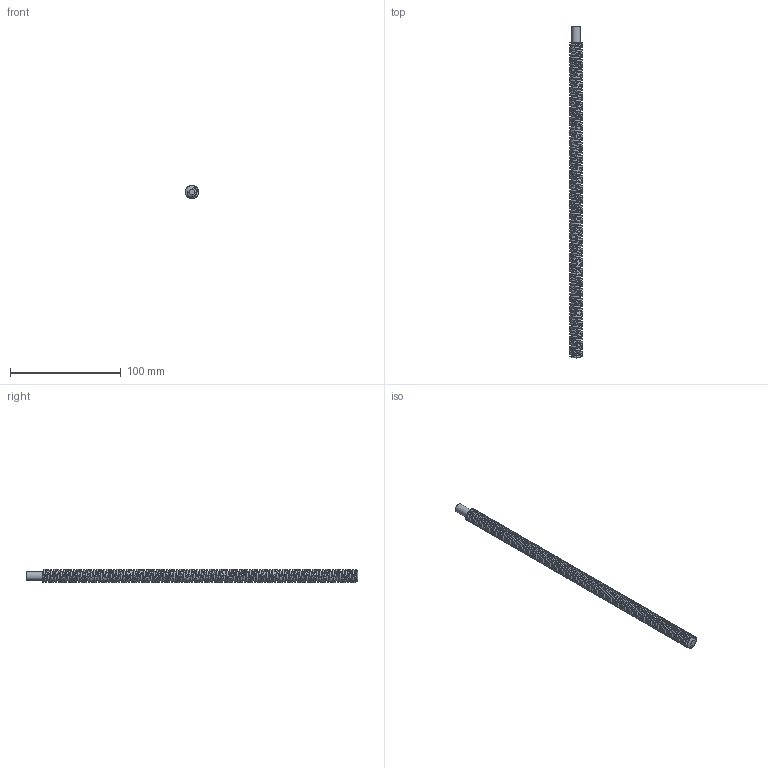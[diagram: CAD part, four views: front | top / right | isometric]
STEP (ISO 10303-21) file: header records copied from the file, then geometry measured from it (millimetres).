
FILE_DESCRIPTION (( 'STEP AP214' ), '1' );
FILE_NAME ('1043-A2P-A.STEP', '2013-05-15T14:41:24', ( '3DAssist' ), ( '' ), 'SwSTEP 2.0', 'SolidWorks 2013', '' );
FILE_SCHEMA (( 'AUTOMOTIVE_DESIGN' ));
Length unit declared in the file: millimetre
Products named in the file (1): 1043-A2P-A
Bounding box: 12 x 300 x 12 mm (x, y, z)
Volume: 17820.3 mm3; surface area: 19465.7 mm2
Topology: 1 solids, 1 shells, 10 faces, 20 edges, 13 vertices
Faces by surface type: plane 3, bspline 3, cylinder 2, cone 2
Full cylindrical faces by diameter (mm): 8 x1
Entity records: 12218 total; most frequent: CARTESIAN_POINT 12021, ORIENTED_EDGE 32, DIRECTION 28, EDGE_CURVE 16, EDGE_LOOP 14, AXIS2_PLACEMENT_3D 14, VERTEX_POINT 12, FACE_OUTER_BOUND 11
